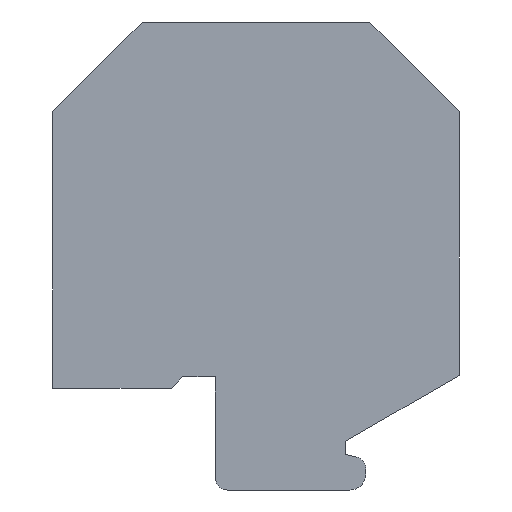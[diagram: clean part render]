
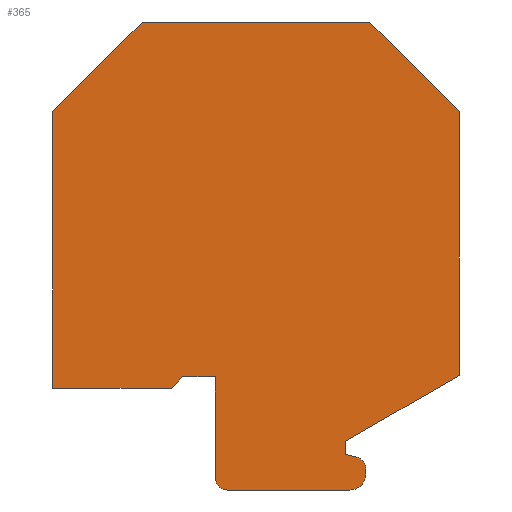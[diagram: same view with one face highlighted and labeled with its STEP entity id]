
A CAD part, front view. The second image highlights one B-rep face of the part: STEP entity #365.
In plain terms, the highlighted planar face has unit normal (0, -1, 0).
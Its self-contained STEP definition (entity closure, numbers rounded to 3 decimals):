
#26=CIRCLE('',#401,1.5);
#27=CIRCLE('',#402,2.);
#28=CIRCLE('',#403,1.5);
#62=ORIENTED_EDGE('',*,*,#159,.T.);
#63=ORIENTED_EDGE('',*,*,#154,.T.);
#64=ORIENTED_EDGE('',*,*,#160,.T.);
#65=ORIENTED_EDGE('',*,*,#161,.T.);
#66=ORIENTED_EDGE('',*,*,#132,.T.);
#67=ORIENTED_EDGE('',*,*,#152,.T.);
#68=ORIENTED_EDGE('',*,*,#162,.T.);
#69=ORIENTED_EDGE('',*,*,#156,.T.);
#70=ORIENTED_EDGE('',*,*,#163,.T.);
#71=ORIENTED_EDGE('',*,*,#164,.T.);
#72=ORIENTED_EDGE('',*,*,#165,.T.);
#73=ORIENTED_EDGE('',*,*,#166,.T.);
#74=ORIENTED_EDGE('',*,*,#167,.T.);
#75=ORIENTED_EDGE('',*,*,#168,.T.);
#76=ORIENTED_EDGE('',*,*,#169,.T.);
#77=ORIENTED_EDGE('',*,*,#170,.F.);
#78=ORIENTED_EDGE('',*,*,#171,.T.);
#132=EDGE_CURVE('',#184,#183,#217,.T.);
#152=EDGE_CURVE('',#183,#201,#234,.T.);
#154=EDGE_CURVE('',#203,#202,#236,.T.);
#156=EDGE_CURVE('',#204,#205,#238,.T.);
#159=EDGE_CURVE('',#206,#203,#241,.T.);
#160=EDGE_CURVE('',#202,#207,#242,.T.);
#161=EDGE_CURVE('',#207,#184,#243,.T.);
#162=EDGE_CURVE('',#201,#204,#26,.T.);
#163=EDGE_CURVE('',#205,#208,#27,.T.);
#164=EDGE_CURVE('',#208,#209,#244,.T.);
#165=EDGE_CURVE('',#209,#210,#28,.T.);
#166=EDGE_CURVE('',#210,#211,#245,.T.);
#167=EDGE_CURVE('',#211,#212,#246,.T.);
#168=EDGE_CURVE('',#212,#213,#247,.T.);
#169=EDGE_CURVE('',#213,#214,#248,.T.);
#170=EDGE_CURVE('',#215,#214,#249,.T.);
#171=EDGE_CURVE('',#215,#206,#250,.T.);
#183=VERTEX_POINT('',#518);
#184=VERTEX_POINT('',#520);
#201=VERTEX_POINT('',#558);
#202=VERTEX_POINT('',#562);
#203=VERTEX_POINT('',#564);
#204=VERTEX_POINT('',#568);
#205=VERTEX_POINT('',#569);
#206=VERTEX_POINT('',#574);
#207=VERTEX_POINT('',#576);
#208=VERTEX_POINT('',#580);
#209=VERTEX_POINT('',#582);
#210=VERTEX_POINT('',#584);
#211=VERTEX_POINT('',#586);
#212=VERTEX_POINT('',#588);
#213=VERTEX_POINT('',#590);
#214=VERTEX_POINT('',#592);
#215=VERTEX_POINT('',#594);
#217=LINE('',#519,#262);
#234=LINE('',#559,#279);
#236=LINE('',#563,#281);
#238=LINE('',#567,#283);
#241=LINE('',#573,#286);
#242=LINE('',#575,#287);
#243=LINE('',#577,#288);
#244=LINE('',#581,#289);
#245=LINE('',#585,#290);
#246=LINE('',#587,#291);
#247=LINE('',#589,#292);
#248=LINE('',#591,#293);
#249=LINE('',#593,#294);
#250=LINE('',#595,#295);
#262=VECTOR('',#422,1000.);
#279=VECTOR('',#449,1000.);
#281=VECTOR('',#453,1000.);
#283=VECTOR('',#457,1000.);
#286=VECTOR('',#462,1000.);
#287=VECTOR('',#463,1000.);
#288=VECTOR('',#464,1000.);
#289=VECTOR('',#469,1000.);
#290=VECTOR('',#472,1000.);
#291=VECTOR('',#473,1000.);
#292=VECTOR('',#474,1000.);
#293=VECTOR('',#475,1000.);
#294=VECTOR('',#476,1000.);
#295=VECTOR('',#477,1000.);
#311=EDGE_LOOP('',(#62,#63,#64,#65,#66,#67,#68,#69,#70,#71,#72,#73,#74,
#75,#76,#77,#78));
#330=FACE_BOUND('',#311,.T.);
#349=PLANE('',#400);
#365=ADVANCED_FACE('',(#330),#349,.T.);
#400=AXIS2_PLACEMENT_3D('',#572,#460,#461);
#401=AXIS2_PLACEMENT_3D('',#578,#465,#466);
#402=AXIS2_PLACEMENT_3D('',#579,#467,#468);
#403=AXIS2_PLACEMENT_3D('',#583,#470,#471);
#422=DIRECTION('',(1.,0.,0.));
#449=DIRECTION('',(0.,0.,-1.));
#453=DIRECTION('',(0.,0.,-1.));
#457=DIRECTION('',(1.,0.,0.));
#460=DIRECTION('',(0.,-1.,0.));
#461=DIRECTION('',(0.,0.,-1.));
#462=DIRECTION('',(-0.707,0.,-0.707));
#463=DIRECTION('',(1.,0.,0.));
#464=DIRECTION('',(0.707,0.,0.707));
#465=DIRECTION('',(0.,-1.,0.));
#466=DIRECTION('',(0.,0.,-1.));
#467=DIRECTION('',(0.,-1.,0.));
#468=DIRECTION('',(0.,0.,-1.));
#469=DIRECTION('',(0.,0.,1.));
#470=DIRECTION('',(0.,-1.,0.));
#471=DIRECTION('',(0.,0.,-1.));
#472=DIRECTION('',(-0.966,0.,0.259));
#473=DIRECTION('',(0.,0.,1.));
#474=DIRECTION('',(0.866,0.,0.5));
#475=DIRECTION('',(0.,0.,1.));
#476=DIRECTION('',(0.707,0.,-0.707));
#477=DIRECTION('',(-1.,0.,0.));
#518=CARTESIAN_POINT('',(-5.,0.,-14.85));
#519=CARTESIAN_POINT('',(-9.,0.,-14.85));
#520=CARTESIAN_POINT('',(-9.,0.,-14.85));
#558=CARTESIAN_POINT('',(-5.,0.,-27.25));
#559=CARTESIAN_POINT('',(-5.,0.,-14.85));
#562=CARTESIAN_POINT('',(-25.,0.,-16.25));
#563=CARTESIAN_POINT('',(-25.,0.,28.75));
#564=CARTESIAN_POINT('',(-25.,0.,17.75));
#567=CARTESIAN_POINT('',(-25.,0.,-28.75));
#568=CARTESIAN_POINT('',(-3.5,0.,-28.75));
#569=CARTESIAN_POINT('',(11.5,0.,-28.75));
#572=CARTESIAN_POINT('',(0.,0.,0.));
#573=CARTESIAN_POINT('',(-14.,0.,28.75));
#574=CARTESIAN_POINT('',(-14.,0.,28.75));
#575=CARTESIAN_POINT('',(-25.,0.,-16.25));
#576=CARTESIAN_POINT('',(-10.4,0.,-16.25));
#577=CARTESIAN_POINT('',(-10.4,0.,-16.25));
#578=CARTESIAN_POINT('',(-3.5,0.,-27.25));
#579=CARTESIAN_POINT('',(11.5,0.,-26.75));
#580=CARTESIAN_POINT('',(13.5,0.,-26.75));
#581=CARTESIAN_POINT('',(13.5,0.,-25.02));
#582=CARTESIAN_POINT('',(13.5,0.,-26.171));
#583=CARTESIAN_POINT('',(12.,0.,-26.171));
#584=CARTESIAN_POINT('',(12.388,0.,-24.722));
#585=CARTESIAN_POINT('',(11.,0.,-24.35));
#586=CARTESIAN_POINT('',(11.,0.,-24.35));
#587=CARTESIAN_POINT('',(11.,0.,-24.35));
#588=CARTESIAN_POINT('',(11.,0.,-22.75));
#589=CARTESIAN_POINT('',(11.,0.,-22.75));
#590=CARTESIAN_POINT('',(25.,0.,-14.667));
#591=CARTESIAN_POINT('',(25.,0.,-28.75));
#592=CARTESIAN_POINT('',(25.,0.,17.75));
#593=CARTESIAN_POINT('',(14.,0.,28.75));
#594=CARTESIAN_POINT('',(14.,0.,28.75));
#595=CARTESIAN_POINT('',(25.,0.,28.75));
